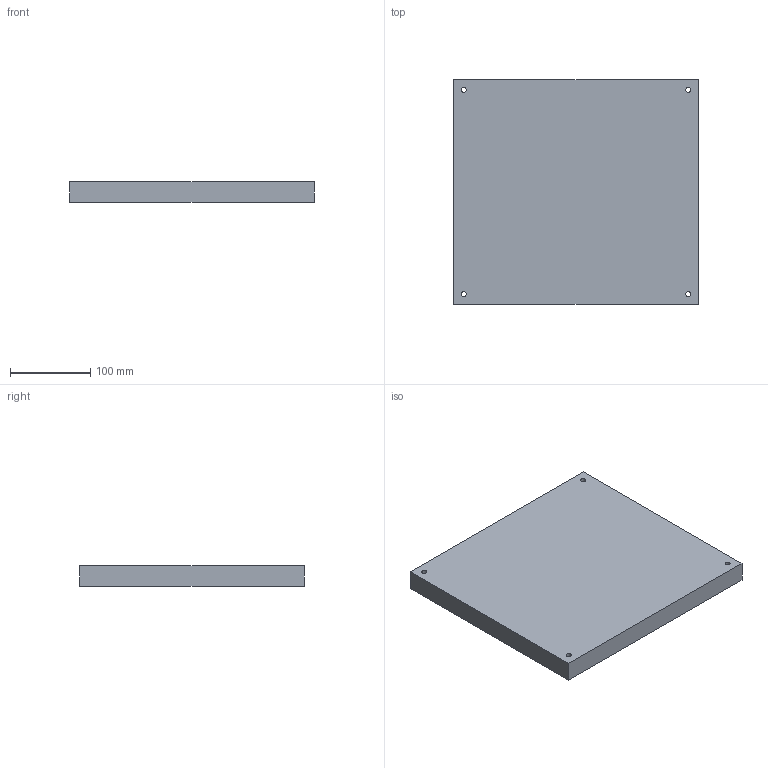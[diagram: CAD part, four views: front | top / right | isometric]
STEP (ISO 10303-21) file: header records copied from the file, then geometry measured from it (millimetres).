
FILE_DESCRIPTION((''),'2;1');
FILE_NAME('jig plate.stp','2008-02-06T15:38:36',('mds'),(''),'Autodesk Inventor 11','Autodesk Inventor 11','');
FILE_SCHEMA(('AUTOMOTIVE_DESIGN { 1 0 10303 214 1 1 1 1 }'));
Length unit declared in the file: inch
Products named in the file (1): jig plate
Bounding box: 304.8 x 279.4 x 25.4 mm (x, y, z)
Volume: 2159292.9 mm3; surface area: 202536 mm2
Topology: 1 solids, 1 shells, 26 faces, 76 edges, 52 vertices
Faces by surface type: bspline 20, plane 6
Entity records: 897 total; most frequent: CARTESIAN_POINT 435, DIRECTION 74, ORIENTED_EDGE 72, EDGE_LOOP 54, EDGE_CURVE 36, VERTEX_POINT 32, AXIS2_PLACEMENT_3D 31, FACE_BOUND 28
